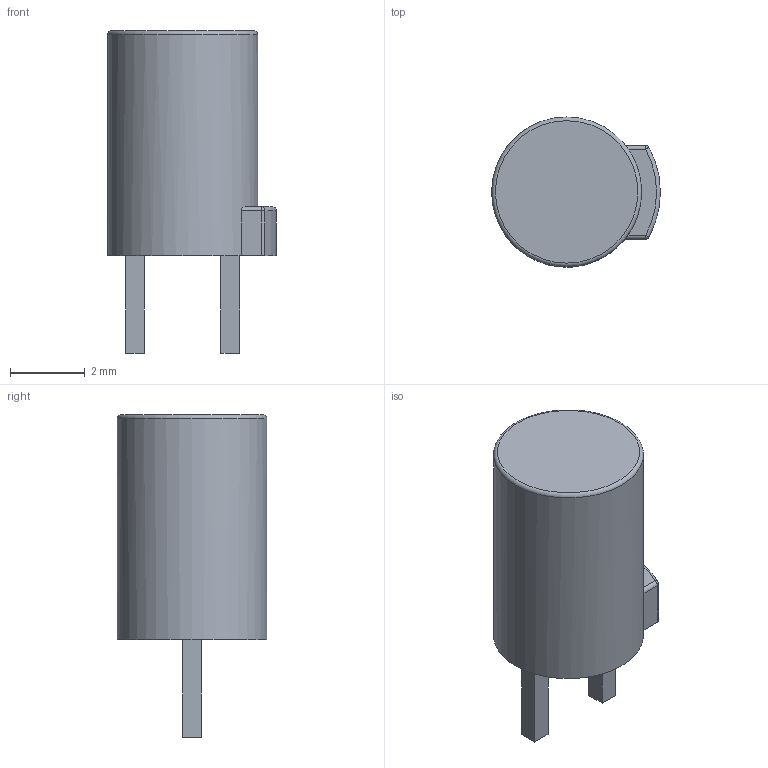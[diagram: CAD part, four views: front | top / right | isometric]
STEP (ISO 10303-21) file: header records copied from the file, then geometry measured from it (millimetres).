
FILE_DESCRIPTION(/* description */ (''),/* implementation_level */ '2;1');
FILE_NAME(/* name */ 'SSL-LX40FT3ID v0.step',/* time_stamp */ '2019-01-02T02:19:43-06:00',/* author */ ('mosmaxelectronics'),/* organization */ (''),/* preprocessor_version */ 'ST-DEVELOPER v17.2',/* originating_system */ 'Autodesk Translation Framework v7.6.0.251',/* authorisation */ '');
FILE_SCHEMA (('AUTOMOTIVE_DESIGN { 1 0 10303 214 3 1 1 }'));
Length unit declared in the file: millimetre
Products named in the file (1): SSL-LX40FT3ID
Bounding box: 4.5 x 4 x 8.6 mm (x, y, z)
Volume: 78.4 mm3; surface area: 115.3 mm2
Topology: 3 solids, 3 shells, 27 faces, 56 edges, 35 vertices
Faces by surface type: plane 17, cylinder 6, sphere 2, torus 2
Full cylindrical faces by diameter (mm): 4 x1
Entity records: 770 total; most frequent: CARTESIAN_POINT 137, DIRECTION 127, ORIENTED_EDGE 112, EDGE_CURVE 56, AXIS2_PLACEMENT_3D 45, LINE 37, VECTOR 37, VERTEX_POINT 35
